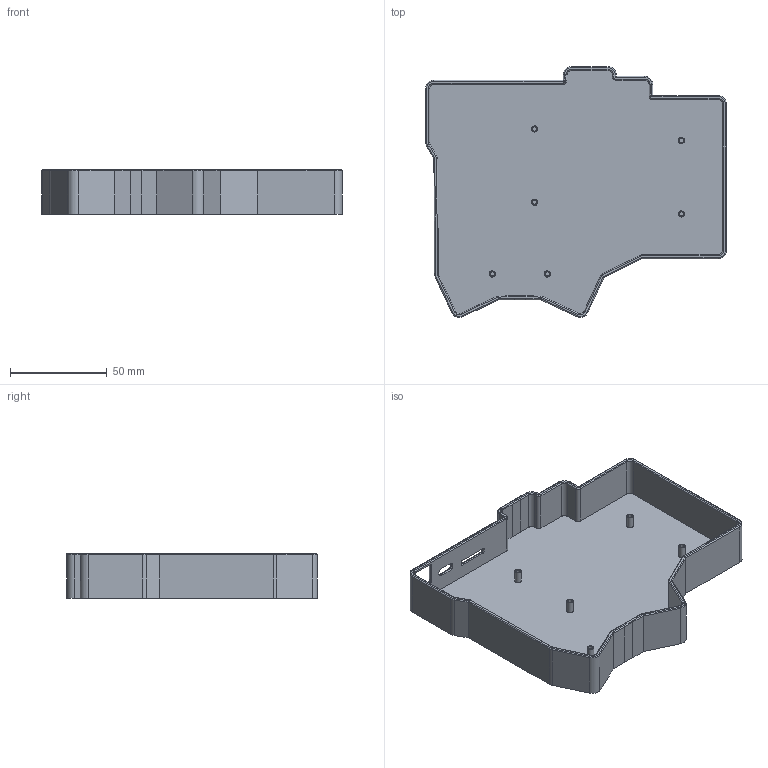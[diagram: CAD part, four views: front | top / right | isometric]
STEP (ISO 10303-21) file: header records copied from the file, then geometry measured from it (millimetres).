
FILE_DESCRIPTION(/* description */ (''),/* implementation_level */ '2;1');
FILE_NAME(/* name */ 'Right_Shell.step',/* time_stamp */ '2025-10-06T00:33:00-04:00',/* author */ (''),/* organization */ (''),/* preprocessor_version */ 'ST-DEVELOPER v20.1',/* originating_system */ 'Autodesk Translation Framework v14.17.0.0',/* authorisation */ '');
FILE_SCHEMA (('AUTOMOTIVE_DESIGN { 1 0 10303 214 3 1 1 }'));
Length unit declared in the file: inch
Products named in the file (1): pcb
Bounding box: 155.65 x 129.9 x 23 mm (x, y, z)
Volume: 54352.8 mm3; surface area: 56120.8 mm2
Topology: 1 solids, 1 shells, 607 faces, 1567 edges, 1012 vertices
Faces by surface type: plane 311, bspline 148, cylinder 108, torus 40
Full cylindrical faces by diameter (mm): 2.2 x6, 3.2 x6
Entity records: 19582 total; most frequent: CARTESIAN_POINT 5414, ORIENTED_EDGE 3134, DIRECTION 2399, EDGE_CURVE 1567, LINE 1029, VECTOR 1029, VERTEX_POINT 1012, AXIS2_PLACEMENT_3D 685
